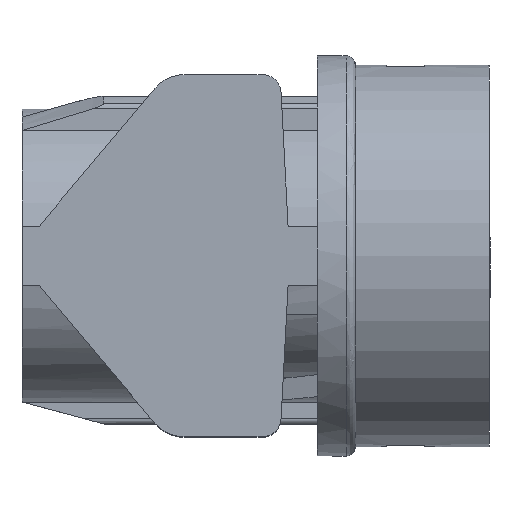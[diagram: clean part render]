
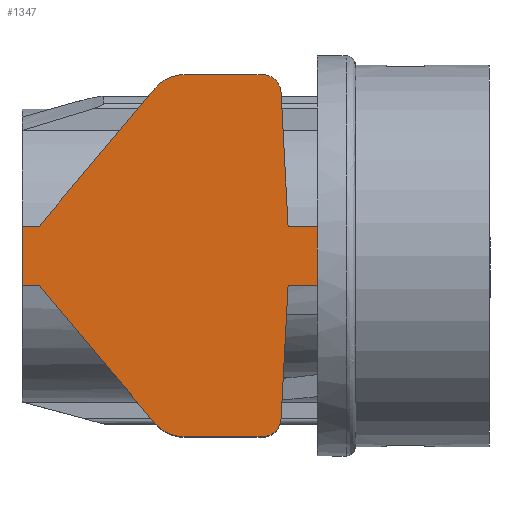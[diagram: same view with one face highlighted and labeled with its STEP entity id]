
A CAD part, top view. The second image highlights one B-rep face of the part: STEP entity #1347.
In plain terms, the highlighted planar face has unit normal (0, 0, 1).
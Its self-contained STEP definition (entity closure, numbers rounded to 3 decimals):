
#666=B_SPLINE_CURVE_WITH_KNOTS('',3,(#10042,#10043,#10044,#10045),
 .UNSPECIFIED.,.F.,.F.,(4,4),(0.,1.),.UNSPECIFIED.);
#1028=FACE_OUTER_BOUND('',#2109,.T.);
#1347=ADVANCED_FACE('16-0-9',(#1028),#1652,.T.);
#1652=PLANE('',#7644);
#2109=EDGE_LOOP('',(#4449,#4450,#4451,#4452,#4453,#4454,#4455,#4456,#4457,
#4458,#4459,#4460,#4461,#4462,#4463,#4464));
#2641=LINE('',#10936,#3223);
#2645=LINE('',#10949,#3227);
#2651=LINE('',#10965,#3233);
#2654=LINE('',#10973,#3236);
#2657=LINE('',#10981,#3239);
#2658=LINE('',#10983,#3240);
#2703=LINE('',#11187,#3285);
#2706=LINE('',#11192,#3288);
#2707=LINE('',#11194,#3289);
#2708=LINE('',#11195,#3290);
#2709=LINE('',#11197,#3291);
#3223=VECTOR('',#8595,1.);
#3227=VECTOR('',#8607,1.);
#3233=VECTOR('',#8621,1.);
#3236=VECTOR('',#8630,1.);
#3239=VECTOR('',#8639,1.);
#3240=VECTOR('',#8642,1.);
#3285=VECTOR('',#8763,1.);
#3288=VECTOR('',#8766,1.);
#3289=VECTOR('',#8769,1.);
#3290=VECTOR('',#8770,1.);
#3291=VECTOR('',#8771,1.);
#4449=ORIENTED_EDGE('',*,*,#6677,.T.);
#4450=ORIENTED_EDGE('',*,*,#6676,.T.);
#4451=ORIENTED_EDGE('',*,*,#6673,.T.);
#4452=ORIENTED_EDGE('',*,*,#6672,.T.);
#4453=ORIENTED_EDGE('',*,*,#6752,.F.);
#4454=ORIENTED_EDGE('',*,*,#6376,.T.);
#4455=ORIENTED_EDGE('',*,*,#6753,.T.);
#4456=ORIENTED_EDGE('',*,*,#6681,.T.);
#4457=ORIENTED_EDGE('',*,*,#6668,.T.);
#4458=ORIENTED_EDGE('',*,*,#6664,.T.);
#4459=ORIENTED_EDGE('',*,*,#6660,.T.);
#4460=ORIENTED_EDGE('',*,*,#6680,.T.);
#4461=ORIENTED_EDGE('',*,*,#6754,.T.);
#4462=ORIENTED_EDGE('',*,*,#6755,.F.);
#4463=ORIENTED_EDGE('',*,*,#6749,.F.);
#4464=ORIENTED_EDGE('',*,*,#6658,.T.);
#5681=VERTEX_POINT('',#10041);
#5682=VERTEX_POINT('',#10046);
#5858=VERTEX_POINT('',#10935);
#5859=VERTEX_POINT('',#10937);
#5860=VERTEX_POINT('',#10941);
#5861=VERTEX_POINT('',#10942);
#5864=VERTEX_POINT('',#10950);
#5867=VERTEX_POINT('',#10958);
#5868=VERTEX_POINT('',#10962);
#5869=VERTEX_POINT('',#10964);
#5870=VERTEX_POINT('',#10968);
#5871=VERTEX_POINT('',#10972);
#5873=VERTEX_POINT('',#10980);
#5874=VERTEX_POINT('',#10984);
#5917=VERTEX_POINT('',#11188);
#5919=VERTEX_POINT('',#11196);
#6376=EDGE_CURVE('',#5682,#5681,#666,.T.);
#6658=EDGE_CURVE('',#5859,#5858,#2641,.T.);
#6660=EDGE_CURVE('',#5860,#5861,#7295,.T.);
#6664=EDGE_CURVE('',#5864,#5860,#2645,.T.);
#6668=EDGE_CURVE('',#5867,#5864,#7298,.T.);
#6672=EDGE_CURVE('',#5868,#5869,#2651,.T.);
#6673=EDGE_CURVE('',#5870,#5868,#7299,.T.);
#6676=EDGE_CURVE('',#5871,#5870,#2654,.T.);
#6677=EDGE_CURVE('',#5858,#5871,#7300,.T.);
#6680=EDGE_CURVE('',#5861,#5873,#2657,.T.);
#6681=EDGE_CURVE('',#5874,#5867,#2658,.T.);
#6749=EDGE_CURVE('',#5859,#5917,#2703,.T.);
#6752=EDGE_CURVE('',#5682,#5869,#2706,.T.);
#6753=EDGE_CURVE('',#5681,#5874,#2707,.T.);
#6754=EDGE_CURVE('',#5873,#5919,#2708,.T.);
#6755=EDGE_CURVE('',#5917,#5919,#2709,.T.);
#7295=CIRCLE('',#7591,2.);
#7298=CIRCLE('',#7596,1.);
#7299=CIRCLE('',#7599,1.);
#7300=CIRCLE('',#7602,2.);
#7591=AXIS2_PLACEMENT_3D('',#10940,#8599,#8600);
#7596=AXIS2_PLACEMENT_3D('',#10957,#8614,#8615);
#7599=AXIS2_PLACEMENT_3D('',#10967,#8624,#8625);
#7602=AXIS2_PLACEMENT_3D('',#10975,#8633,#8634);
#7644=AXIS2_PLACEMENT_3D('',#11198,#8772,#8773);
#8595=DIRECTION('',(0.643,-0.766,0.));
#8599=DIRECTION('',(0.,0.,1.));
#8600=DIRECTION('',(0.,1.,0.));
#8607=DIRECTION('',(-1.,0.,0.));
#8614=DIRECTION('',(0.,0.,1.));
#8615=DIRECTION('',(0.999,0.052,0.));
#8621=DIRECTION('',(0.052,0.999,0.));
#8624=DIRECTION('',(0.,0.,1.));
#8625=DIRECTION('',(0.,-1.,0.));
#8630=DIRECTION('',(1.,0.,0.));
#8633=DIRECTION('',(0.,0.,1.));
#8634=DIRECTION('',(-0.766,-0.643,0.));
#8639=DIRECTION('',(-0.643,-0.766,0.));
#8642=DIRECTION('',(-0.052,0.999,0.));
#8763=DIRECTION('',(-1.,0.,0.));
#8766=DIRECTION('',(-1.,0.,0.));
#8769=DIRECTION('',(-1.,0.,0.));
#8770=DIRECTION('',(-1.,0.,0.));
#8771=DIRECTION('',(0.,1.,0.));
#8772=DIRECTION('',(0.,0.,1.));
#8773=DIRECTION('',(0.,1.,0.));
#10041=CARTESIAN_POINT('',(3.25,1.55,8.85));
#10042=CARTESIAN_POINT('',(3.25,-1.55,8.85));
#10043=CARTESIAN_POINT('',(3.25,-0.517,8.85));
#10044=CARTESIAN_POINT('',(3.25,0.517,8.85));
#10045=CARTESIAN_POINT('',(3.25,1.55,8.85));
#10046=CARTESIAN_POINT('',(3.25,-1.55,8.85));
#10935=CARTESIAN_POINT('',(-5.279,-8.786,8.85));
#10936=CARTESIAN_POINT('',(-11.35,-1.55,8.85));
#10937=CARTESIAN_POINT('',(-11.35,-1.55,8.85));
#10940=CARTESIAN_POINT('',(-3.747,7.5,8.85));
#10941=CARTESIAN_POINT('',(-3.747,9.5,8.85));
#10942=CARTESIAN_POINT('',(-5.279,8.786,8.85));
#10949=CARTESIAN_POINT('',(0.342,9.5,8.85));
#10950=CARTESIAN_POINT('',(0.342,9.5,8.85));
#10957=CARTESIAN_POINT('',(0.342,8.5,8.85));
#10958=CARTESIAN_POINT('',(1.341,8.552,8.85));
#10962=CARTESIAN_POINT('',(1.341,-8.552,8.85));
#10964=CARTESIAN_POINT('',(1.708,-1.55,8.85));
#10965=CARTESIAN_POINT('',(1.341,-8.552,8.85));
#10967=CARTESIAN_POINT('',(0.342,-8.5,8.85));
#10968=CARTESIAN_POINT('',(0.342,-9.5,8.85));
#10972=CARTESIAN_POINT('',(-3.747,-9.5,8.85));
#10973=CARTESIAN_POINT('',(-3.747,-9.5,8.85));
#10975=CARTESIAN_POINT('',(-3.747,-7.5,8.85));
#10980=CARTESIAN_POINT('',(-11.35,1.55,8.85));
#10981=CARTESIAN_POINT('',(-5.279,8.786,8.85));
#10983=CARTESIAN_POINT('',(1.708,1.55,8.85));
#10984=CARTESIAN_POINT('',(1.708,1.55,8.85));
#11187=CARTESIAN_POINT('',(-11.35,-1.55,8.85));
#11188=CARTESIAN_POINT('',(-12.25,-1.55,8.85));
#11192=CARTESIAN_POINT('',(3.25,-1.55,8.85));
#11194=CARTESIAN_POINT('',(3.25,1.55,8.85));
#11195=CARTESIAN_POINT('',(-11.35,1.55,8.85));
#11196=CARTESIAN_POINT('',(-12.25,1.55,8.85));
#11197=CARTESIAN_POINT('',(-12.25,-1.55,8.85));
#11198=CARTESIAN_POINT('',(3.35,-10.55,8.85));
